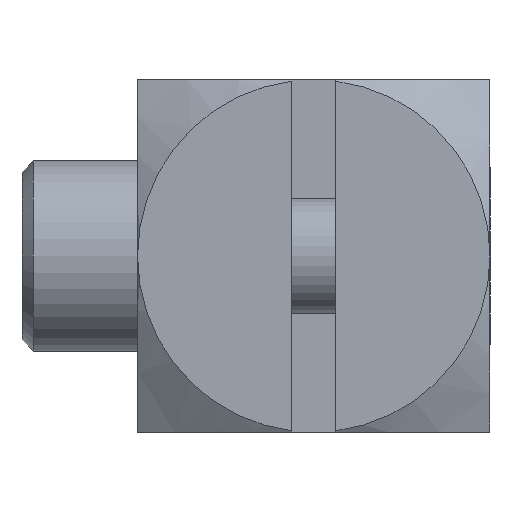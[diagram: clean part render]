
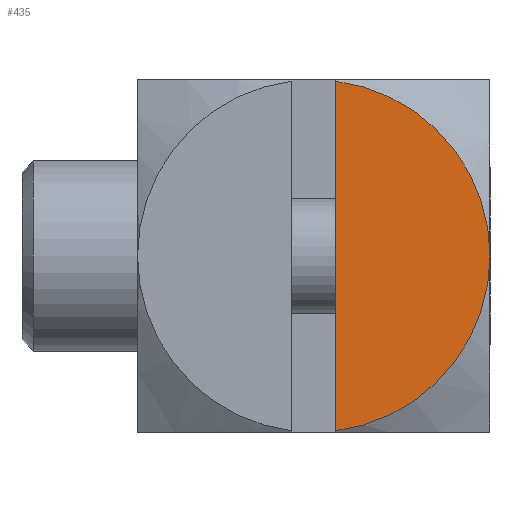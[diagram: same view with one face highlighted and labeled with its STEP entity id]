
A CAD part, left-side view. The second image highlights one B-rep face of the part: STEP entity #435.
In plain terms, the highlighted planar face has unit normal (-1, 0, 0).
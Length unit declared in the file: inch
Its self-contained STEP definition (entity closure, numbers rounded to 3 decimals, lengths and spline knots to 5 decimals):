
#64 = VECTOR ( 'NONE', #2154, 39.37008 ) ;
#69 = DIRECTION ( 'NONE',  ( -1., 0., 0. ) ) ;
#85 = VERTEX_POINT ( 'NONE', #1549 ) ;
#350 = EDGE_CURVE ( 'NONE', #4070, #2908, #464, .T. ) ;
#435 = ADVANCED_FACE ( 'NONE', ( #2838 ), #2818, .T. ) ;
#464 = CIRCLE ( 'NONE', #1691, 0.25 ) ;
#823 = EDGE_CURVE ( 'NONE', #2908, #85, #1043, .T. ) ;
#1043 = CIRCLE ( 'NONE', #3507, 0.25 ) ;
#1134 = ORIENTED_EDGE ( 'NONE', *, *, #4121, .F. ) ;
#1211 = DIRECTION ( 'NONE',  ( -1., 0., 0. ) ) ;
#1326 = DIRECTION ( 'NONE',  ( 0., 0., 1. ) ) ;
#1396 = CARTESIAN_POINT ( 'NONE',  ( -0.875, 0., 0. ) ) ;
#1503 = CARTESIAN_POINT ( 'NONE',  ( -0.875, -0.03125, -0.875 ) ) ;
#1549 = CARTESIAN_POINT ( 'NONE',  ( -0.875, -0.03125, 0.24804 ) ) ;
#1691 = AXIS2_PLACEMENT_3D ( 'NONE', #1692, #2318, #3636 ) ;
#1692 = CARTESIAN_POINT ( 'NONE',  ( -0.875, 0., 0. ) ) ;
#1867 = ORIENTED_EDGE ( 'NONE', *, *, #350, .T. ) ;
#1982 = CARTESIAN_POINT ( 'NONE',  ( -0.875, -0.25, 0. ) ) ;
#2154 = DIRECTION ( 'NONE',  ( 0., 0., 1. ) ) ;
#2318 = DIRECTION ( 'NONE',  ( -1., 0., 0. ) ) ;
#2375 = DIRECTION ( 'NONE',  ( 0., 0., 1. ) ) ;
#2490 = AXIS2_PLACEMENT_3D ( 'NONE', #3816, #69, #2375 ) ;
#2675 = ORIENTED_EDGE ( 'NONE', *, *, #823, .T. ) ;
#2818 = PLANE ( 'NONE',  #2490 ) ;
#2838 = FACE_OUTER_BOUND ( 'NONE', #3814, .T. ) ;
#2908 = VERTEX_POINT ( 'NONE', #1982 ) ;
#3014 = LINE ( 'NONE', #1503, #64 ) ;
#3507 = AXIS2_PLACEMENT_3D ( 'NONE', #1396, #1211, #1326 ) ;
#3636 = DIRECTION ( 'NONE',  ( 0., 0., 1. ) ) ;
#3814 = EDGE_LOOP ( 'NONE', ( #1134, #1867, #2675 ) ) ;
#3816 = CARTESIAN_POINT ( 'NONE',  ( -0.875, 0.25, 0.25 ) ) ;
#4070 = VERTEX_POINT ( 'NONE', #4106 ) ;
#4106 = CARTESIAN_POINT ( 'NONE',  ( -0.875, -0.03125, -0.24804 ) ) ;
#4121 = EDGE_CURVE ( 'NONE', #4070, #85, #3014, .T. ) ;
